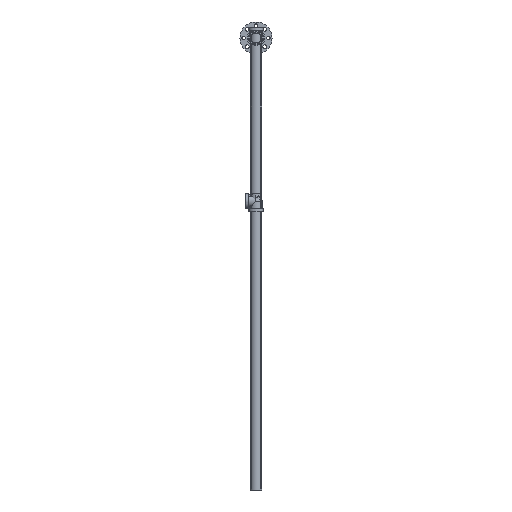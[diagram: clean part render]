
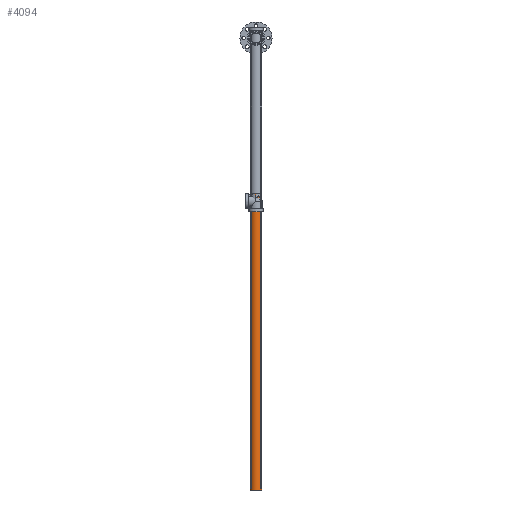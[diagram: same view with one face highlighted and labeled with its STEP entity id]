
A CAD part, left-side view. The second image highlights one B-rep face of the part: STEP entity #4094.
In plain terms, the highlighted cylindrical face has radius 30.15 mm (diameter 60.3 mm), a full revolution.
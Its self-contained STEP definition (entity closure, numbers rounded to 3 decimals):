
#4094 = ADVANCED_FACE('',(#4095),#4108,.T.);
#4095 = FACE_BOUND('',#4096,.T.);
#4096 = EDGE_LOOP('',(#4097,#4131,#4154,#4181));
#4097 = ORIENTED_EDGE('',*,*,#4098,.F.);
#4098 = EDGE_CURVE('',#4099,#4099,#4101,.T.);
#4099 = VERTEX_POINT('',#4100);
#4100 = CARTESIAN_POINT('',(30.15,0.,-1524.));
#4101 = SURFACE_CURVE('',#4102,(#4107,#4119),.PCURVE_S1.);
#4102 = CIRCLE('',#4103,30.15);
#4103 = AXIS2_PLACEMENT_3D('',#4104,#4105,#4106);
#4104 = CARTESIAN_POINT('',(0.,0.,-1524.));
#4105 = DIRECTION('',(0.,0.,-1.));
#4106 = DIRECTION('',(1.,0.,0.));
#4107 = PCURVE('',#4108,#4113);
#4108 = CYLINDRICAL_SURFACE('',#4109,30.15);
#4109 = AXIS2_PLACEMENT_3D('',#4110,#4111,#4112);
#4110 = CARTESIAN_POINT('',(0.,0.,0.));
#4111 = DIRECTION('',(0.,0.,-1.));
#4112 = DIRECTION('',(1.,0.,0.));
#4113 = DEFINITIONAL_REPRESENTATION('',(#4114),#4118);
#4114 = LINE('',#4115,#4116);
#4115 = CARTESIAN_POINT('',(0.,1524.));
#4116 = VECTOR('',#4117,1.);
#4117 = DIRECTION('',(1.,0.));
#4118 = ( GEOMETRIC_REPRESENTATION_CONTEXT(2) 
PARAMETRIC_REPRESENTATION_CONTEXT() REPRESENTATION_CONTEXT('2D SPACE',''
  ) );
#4119 = PCURVE('',#4120,#4125);
#4120 = PLANE('',#4121);
#4121 = AXIS2_PLACEMENT_3D('',#4122,#4123,#4124);
#4122 = CARTESIAN_POINT('',(0.,0.,-1524.));
#4123 = DIRECTION('',(0.,0.,-1.));
#4124 = DIRECTION('',(1.,0.,0.));
#4125 = DEFINITIONAL_REPRESENTATION('',(#4126),#4130);
#4126 = CIRCLE('',#4127,30.15);
#4127 = AXIS2_PLACEMENT_2D('',#4128,#4129);
#4128 = CARTESIAN_POINT('',(0.,0.));
#4129 = DIRECTION('',(1.,0.));
#4130 = ( GEOMETRIC_REPRESENTATION_CONTEXT(2) 
PARAMETRIC_REPRESENTATION_CONTEXT() REPRESENTATION_CONTEXT('2D SPACE',''
  ) );
#4131 = ORIENTED_EDGE('',*,*,#4132,.F.);
#4132 = EDGE_CURVE('',#4133,#4099,#4135,.T.);
#4133 = VERTEX_POINT('',#4134);
#4134 = CARTESIAN_POINT('',(30.15,0.,0.
    ));
#4135 = SEAM_CURVE('',#4136,(#4140,#4147),.PCURVE_S1.);
#4136 = LINE('',#4137,#4138);
#4137 = CARTESIAN_POINT('',(30.15,0.,0.
    ));
#4138 = VECTOR('',#4139,1.);
#4139 = DIRECTION('',(0.,0.,-1.));
#4140 = PCURVE('',#4108,#4141);
#4141 = DEFINITIONAL_REPRESENTATION('',(#4142),#4146);
#4142 = LINE('',#4143,#4144);
#4143 = CARTESIAN_POINT('',(6.283,-0.));
#4144 = VECTOR('',#4145,1.);
#4145 = DIRECTION('',(0.,1.));
#4146 = ( GEOMETRIC_REPRESENTATION_CONTEXT(2) 
PARAMETRIC_REPRESENTATION_CONTEXT() REPRESENTATION_CONTEXT('2D SPACE',''
  ) );
#4147 = PCURVE('',#4108,#4148);
#4148 = DEFINITIONAL_REPRESENTATION('',(#4149),#4153);
#4149 = LINE('',#4150,#4151);
#4150 = CARTESIAN_POINT('',(0.,-0.));
#4151 = VECTOR('',#4152,1.);
#4152 = DIRECTION('',(0.,1.));
#4153 = ( GEOMETRIC_REPRESENTATION_CONTEXT(2) 
PARAMETRIC_REPRESENTATION_CONTEXT() REPRESENTATION_CONTEXT('2D SPACE',''
  ) );
#4154 = ORIENTED_EDGE('',*,*,#4155,.T.);
#4155 = EDGE_CURVE('',#4133,#4133,#4156,.T.);
#4156 = SURFACE_CURVE('',#4157,(#4162,#4169),.PCURVE_S1.);
#4157 = CIRCLE('',#4158,30.15);
#4158 = AXIS2_PLACEMENT_3D('',#4159,#4160,#4161);
#4159 = CARTESIAN_POINT('',(0.,0.,0.));
#4160 = DIRECTION('',(0.,0.,-1.));
#4161 = DIRECTION('',(1.,0.,0.));
#4162 = PCURVE('',#4108,#4163);
#4163 = DEFINITIONAL_REPRESENTATION('',(#4164),#4168);
#4164 = LINE('',#4165,#4166);
#4165 = CARTESIAN_POINT('',(0.,0.));
#4166 = VECTOR('',#4167,1.);
#4167 = DIRECTION('',(1.,0.));
#4168 = ( GEOMETRIC_REPRESENTATION_CONTEXT(2) 
PARAMETRIC_REPRESENTATION_CONTEXT() REPRESENTATION_CONTEXT('2D SPACE',''
  ) );
#4169 = PCURVE('',#4170,#4175);
#4170 = PLANE('',#4171);
#4171 = AXIS2_PLACEMENT_3D('',#4172,#4173,#4174);
#4172 = CARTESIAN_POINT('',(0.,0.,0.));
#4173 = DIRECTION('',(0.,0.,-1.));
#4174 = DIRECTION('',(1.,0.,0.));
#4175 = DEFINITIONAL_REPRESENTATION('',(#4176),#4180);
#4176 = CIRCLE('',#4177,30.15);
#4177 = AXIS2_PLACEMENT_2D('',#4178,#4179);
#4178 = CARTESIAN_POINT('',(0.,0.));
#4179 = DIRECTION('',(1.,0.));
#4180 = ( GEOMETRIC_REPRESENTATION_CONTEXT(2) 
PARAMETRIC_REPRESENTATION_CONTEXT() REPRESENTATION_CONTEXT('2D SPACE',''
  ) );
#4181 = ORIENTED_EDGE('',*,*,#4132,.T.);
